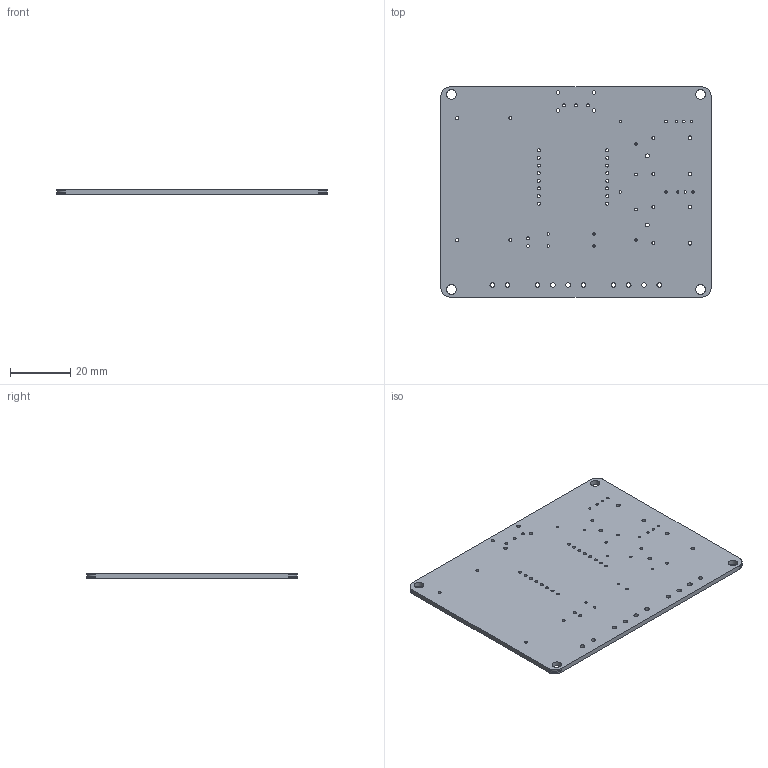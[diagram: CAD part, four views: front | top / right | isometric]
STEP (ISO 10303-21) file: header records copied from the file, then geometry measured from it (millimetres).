
FILE_DESCRIPTION(('KiCad electronic assembly'),'2;1');
FILE_NAME('pcb.step','2024-05-31T20:56:30',('Pcbnew'),('Kicad'), 'Open CASCADE STEP processor 7.6','KiCad to STEP converter','Unknown' );
FILE_SCHEMA(('AUTOMOTIVE_DESIGN { 1 0 10303 214 1 1 1 1 }'));
Length unit declared in the file: millimetre
Products named in the file (2): pcb 1; pcb2blender_tmp PCB
Assembly tree (1 placements, depth 2):
  pcb 1
    pcb2blender_tmp PCB
Bounding box: 90 x 70 x 1.6 mm (x, y, z)
Volume: 9916.2 mm3; surface area: 13321 mm2
Topology: 1 solids, 1 shells, 133 faces, 393 edges, 262 vertices
Faces by surface type: cylinder 71, plane 62
Full cylindrical faces by diameter (mm): 0.8 x18, 0.9 x3, 1 x10, 1.016 x16, 1.2 x4, 1.3 x6, 1.52 x10, 3.2 x4
Entity records: 10355 total; most frequent: CARTESIAN_POINT 2428, DIRECTION 1449, LINE 895, VECTOR 895, ORIENTED_EDGE 786, PCURVE 786, DEFINITIONAL_REPRESENTATION 786, EDGE_CURVE 393
